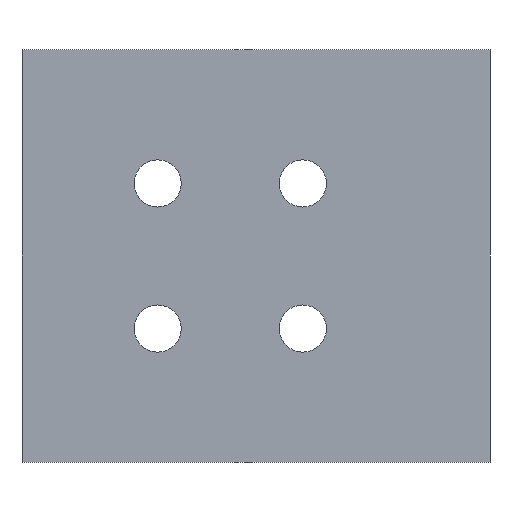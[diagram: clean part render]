
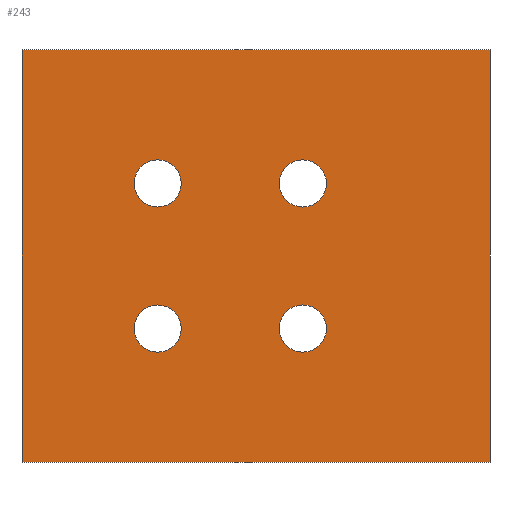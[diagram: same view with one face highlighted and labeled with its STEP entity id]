
A CAD part, front view. The second image highlights one B-rep face of the part: STEP entity #243.
In plain terms, the highlighted planar face has unit normal (0, -1, 0).
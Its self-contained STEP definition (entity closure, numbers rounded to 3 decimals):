
#99 = VERTEX_POINT( '', #265 );
#105 = VERTEX_POINT( '', #271 );
#109 = VERTEX_POINT( '', #275 );
#121 = VERTEX_POINT( '', #293 );
#125 = EDGE_CURVE( '', #105, #109, #297, .T. );
#127 = VERTEX_POINT( '', #299 );
#131 = VERTEX_POINT( '', #303 );
#133 = EDGE_CURVE( '', #191, #121, #305, .T. );
#147 = VERTEX_POINT( '', #321 );
#155 = EDGE_CURVE( '', #127, #177, #331, .T. );
#159 = EDGE_CURVE( '', #247, #183, #335, .T. );
#167 = EDGE_CURVE( '', #177, #247, #344, .T. );
#177 = VERTEX_POINT( '', #355 );
#183 = VERTEX_POINT( '', #361 );
#189 = EDGE_CURVE( '', #147, #131, #367, .T. );
#191 = VERTEX_POINT( '', #369 );
#193 = EDGE_CURVE( '', #99, #225, #371, .T. );
#211 = EDGE_CURVE( '', #109, #105, #391, .T. );
#213 = EDGE_CURVE( '', #183, #127, #393, .T. );
#225 = VERTEX_POINT( '', #406 );
#227 = EDGE_CURVE( '', #131, #147, #408, .T. );
#229 = EDGE_CURVE( '', #121, #191, #410, .T. );
#243 = ADVANCED_FACE( '', ( #426, #427, #428, #429, #430 ), #431, .F. );
#245 = EDGE_CURVE( '', #225, #99, #433, .T. );
#247 = VERTEX_POINT( '', #435 );
#265 = CARTESIAN_POINT( '', ( 3.2, 0., 10. ) );
#271 = CARTESIAN_POINT( '', ( -10.3, 0., 10. ) );
#275 = CARTESIAN_POINT( '', ( -16.8, 0., 10. ) );
#293 = CARTESIAN_POINT( '', ( 3.2, 0., -10. ) );
#297 = CIRCLE( '', #484, 3.25 );
#299 = CARTESIAN_POINT( '', ( 32.25, 0., 28.4 ) );
#303 = CARTESIAN_POINT( '', ( -16.8, 0., -10. ) );
#305 = CIRCLE( '', #495, 3.25 );
#321 = CARTESIAN_POINT( '', ( -10.3, 0., -10. ) );
#331 = LINE( '', #526, #527 );
#335 = LINE( '', #534, #535 );
#344 = LINE( '', #546, #547 );
#355 = CARTESIAN_POINT( '', ( 32.25, 0., -28.4 ) );
#361 = CARTESIAN_POINT( '', ( -32.25, 0., 28.4 ) );
#367 = CIRCLE( '', #579, 3.25 );
#369 = CARTESIAN_POINT( '', ( 9.7, 0., -10. ) );
#371 = CIRCLE( '', #584, 3.25 );
#391 = CIRCLE( '', #611, 3.25 );
#393 = LINE( '', #614, #615 );
#406 = CARTESIAN_POINT( '', ( 9.7, 0., 10. ) );
#408 = CIRCLE( '', #635, 3.25 );
#410 = CIRCLE( '', #638, 3.25 );
#426 = FACE_OUTER_BOUND( '', #658, .T. );
#427 = FACE_BOUND( '', #659, .T. );
#428 = FACE_BOUND( '', #660, .T. );
#429 = FACE_BOUND( '', #661, .T. );
#430 = FACE_BOUND( '', #662, .T. );
#431 = PLANE( '', #663 );
#433 = CIRCLE( '', #666, 3.25 );
#435 = CARTESIAN_POINT( '', ( -32.25, 0., -28.4 ) );
#484 = AXIS2_PLACEMENT_3D( '', #702, #703, #704 );
#495 = AXIS2_PLACEMENT_3D( '', #706, #707, #708 );
#526 = CARTESIAN_POINT( '', ( 32.25, 0., 28.4 ) );
#527 = VECTOR( '', #743, 1. );
#534 = CARTESIAN_POINT( '', ( -32.25, 0., -28.4 ) );
#535 = VECTOR( '', #745, 1. );
#546 = CARTESIAN_POINT( '', ( 32.25, 0., -28.4 ) );
#547 = VECTOR( '', #757, 1. );
#579 = AXIS2_PLACEMENT_3D( '', #770, #771, #772 );
#584 = AXIS2_PLACEMENT_3D( '', #773, #774, #775 );
#611 = AXIS2_PLACEMENT_3D( '', #805, #806, #807 );
#614 = CARTESIAN_POINT( '', ( -32.25, 0., 28.4 ) );
#615 = VECTOR( '', #808, 1. );
#635 = AXIS2_PLACEMENT_3D( '', #824, #825, #826 );
#638 = AXIS2_PLACEMENT_3D( '', #827, #828, #829 );
#658 = EDGE_LOOP( '', ( #849, #850, #851, #852 ) );
#659 = EDGE_LOOP( '', ( #853, #854 ) );
#660 = EDGE_LOOP( '', ( #855, #856 ) );
#661 = EDGE_LOOP( '', ( #857, #858 ) );
#662 = EDGE_LOOP( '', ( #859, #860 ) );
#663 = AXIS2_PLACEMENT_3D( '', #861, #862, #863 );
#666 = AXIS2_PLACEMENT_3D( '', #864, #865, #866 );
#702 = CARTESIAN_POINT( '', ( -13.55, 0., 10. ) );
#703 = DIRECTION( '', ( 0., 1., 0. ) );
#704 = DIRECTION( '', ( 1., 0., 0. ) );
#706 = CARTESIAN_POINT( '', ( 6.45, 0., -10. ) );
#707 = DIRECTION( '', ( 0., 1., 0. ) );
#708 = DIRECTION( '', ( 1., 0., 0. ) );
#743 = DIRECTION( '', ( 0., 0., -1. ) );
#745 = DIRECTION( '', ( 0., 0., 1. ) );
#757 = DIRECTION( '', ( -1., 0., 0. ) );
#770 = CARTESIAN_POINT( '', ( -13.55, 0., -10. ) );
#771 = DIRECTION( '', ( 0., 1., 0. ) );
#772 = DIRECTION( '', ( 1., 0., 0. ) );
#773 = CARTESIAN_POINT( '', ( 6.45, 0., 10. ) );
#774 = DIRECTION( '', ( 0., 1., 0. ) );
#775 = DIRECTION( '', ( 1., 0., 0. ) );
#805 = CARTESIAN_POINT( '', ( -13.55, 0., 10. ) );
#806 = DIRECTION( '', ( 0., 1., 0. ) );
#807 = DIRECTION( '', ( 1., 0., 0. ) );
#808 = DIRECTION( '', ( 1., 0., 0. ) );
#824 = CARTESIAN_POINT( '', ( -13.55, 0., -10. ) );
#825 = DIRECTION( '', ( 0., 1., 0. ) );
#826 = DIRECTION( '', ( 1., 0., 0. ) );
#827 = CARTESIAN_POINT( '', ( 6.45, 0., -10. ) );
#828 = DIRECTION( '', ( 0., 1., 0. ) );
#829 = DIRECTION( '', ( 1., 0., 0. ) );
#849 = ORIENTED_EDGE( '', *, *, #213, .F. );
#850 = ORIENTED_EDGE( '', *, *, #159, .F. );
#851 = ORIENTED_EDGE( '', *, *, #167, .F. );
#852 = ORIENTED_EDGE( '', *, *, #155, .F. );
#853 = ORIENTED_EDGE( '', *, *, #133, .T. );
#854 = ORIENTED_EDGE( '', *, *, #229, .T. );
#855 = ORIENTED_EDGE( '', *, *, #245, .T. );
#856 = ORIENTED_EDGE( '', *, *, #193, .T. );
#857 = ORIENTED_EDGE( '', *, *, #189, .T. );
#858 = ORIENTED_EDGE( '', *, *, #227, .T. );
#859 = ORIENTED_EDGE( '', *, *, #125, .T. );
#860 = ORIENTED_EDGE( '', *, *, #211, .T. );
#861 = CARTESIAN_POINT( '', ( 0., 0., 0. ) );
#862 = DIRECTION( '', ( 0., 1., 0. ) );
#863 = DIRECTION( '', ( 0., 0., 1. ) );
#864 = CARTESIAN_POINT( '', ( 6.45, 0., 10. ) );
#865 = DIRECTION( '', ( 0., 1., 0. ) );
#866 = DIRECTION( '', ( 1., 0., 0. ) );
